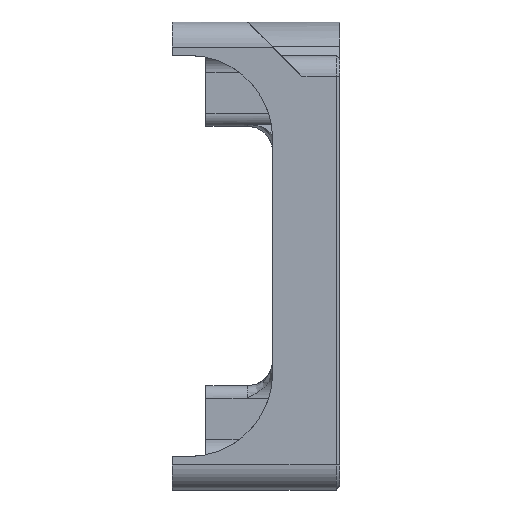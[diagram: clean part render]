
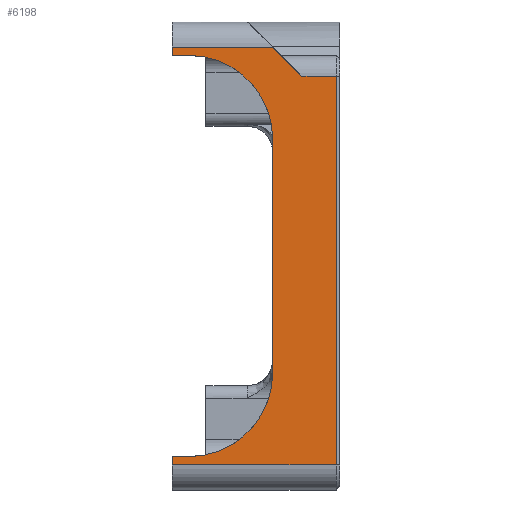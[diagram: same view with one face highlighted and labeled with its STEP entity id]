
A CAD part, front view. The second image highlights one B-rep face of the part: STEP entity #6198.
In plain terms, the highlighted planar face has unit normal (0, -1, 0).
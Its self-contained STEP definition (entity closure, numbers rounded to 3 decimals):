
#312=PLANE('',#6616);
#487=CIRCLE('',#6617,10.);
#488=CIRCLE('',#6618,10.);
#763=FACE_OUTER_BOUND('',#1102,.T.);
#1102=EDGE_LOOP('',(#4734,#4735,#4736,#4737,#4738,#4739,#4740,#4741,#4742,
#4743,#4744,#4745));
#1672=LINE('',#20344,#2114);
#1737=LINE('',#20638,#2179);
#1738=LINE('',#20641,#2180);
#1739=LINE('',#20643,#2181);
#1740=LINE('',#20645,#2182);
#1741=LINE('',#20647,#2183);
#1742=LINE('',#20651,#2184);
#1743=LINE('',#20655,#2185);
#1744=LINE('',#20657,#2186);
#1745=LINE('',#20658,#2187);
#2114=VECTOR('',#7350,10.);
#2179=VECTOR('',#7541,10.);
#2180=VECTOR('',#7544,4.95);
#2181=VECTOR('',#7545,10.);
#2182=VECTOR('',#7546,1.);
#2183=VECTOR('',#7547,2.);
#2184=VECTOR('',#7550,28.);
#2185=VECTOR('',#7553,2.);
#2186=VECTOR('',#7554,1.);
#2187=VECTOR('',#7555,10.);
#2648=VERTEX_POINT('',#20337);
#2649=VERTEX_POINT('',#20341);
#2770=VERTEX_POINT('',#20636);
#2771=VERTEX_POINT('',#20640);
#2772=VERTEX_POINT('',#20642);
#2773=VERTEX_POINT('',#20644);
#2774=VERTEX_POINT('',#20646);
#2775=VERTEX_POINT('',#20648);
#2776=VERTEX_POINT('',#20650);
#2777=VERTEX_POINT('',#20652);
#2778=VERTEX_POINT('',#20654);
#2779=VERTEX_POINT('',#20656);
#3369=EDGE_CURVE('',#2648,#2649,#1672,.T.);
#3496=EDGE_CURVE('',#2649,#2770,#1737,.T.);
#3497=EDGE_CURVE('',#2771,#2770,#1738,.T.);
#3498=EDGE_CURVE('',#2771,#2772,#1739,.T.);
#3499=EDGE_CURVE('',#2772,#2773,#1740,.T.);
#3500=EDGE_CURVE('',#2774,#2773,#1741,.F.);
#3501=EDGE_CURVE('',#2775,#2774,#487,.T.);
#3502=EDGE_CURVE('',#2776,#2775,#1742,.T.);
#3503=EDGE_CURVE('',#2777,#2776,#488,.T.);
#3504=EDGE_CURVE('',#2778,#2777,#1743,.T.);
#3505=EDGE_CURVE('',#2778,#2779,#1744,.T.);
#3506=EDGE_CURVE('',#2779,#2648,#1745,.T.);
#4734=ORIENTED_EDGE('',*,*,#3369,.T.);
#4735=ORIENTED_EDGE('',*,*,#3496,.T.);
#4736=ORIENTED_EDGE('',*,*,#3497,.F.);
#4737=ORIENTED_EDGE('',*,*,#3498,.T.);
#4738=ORIENTED_EDGE('',*,*,#3499,.T.);
#4739=ORIENTED_EDGE('',*,*,#3500,.F.);
#4740=ORIENTED_EDGE('',*,*,#3501,.F.);
#4741=ORIENTED_EDGE('',*,*,#3502,.F.);
#4742=ORIENTED_EDGE('',*,*,#3503,.F.);
#4743=ORIENTED_EDGE('',*,*,#3504,.F.);
#4744=ORIENTED_EDGE('',*,*,#3505,.T.);
#4745=ORIENTED_EDGE('',*,*,#3506,.T.);
#6198=ADVANCED_FACE('',(#763),#312,.F.);
#6616=AXIS2_PLACEMENT_3D('',#20639,#7542,#7543);
#6617=AXIS2_PLACEMENT_3D('',#20649,#7548,#7549);
#6618=AXIS2_PLACEMENT_3D('',#20653,#7551,#7552);
#7350=DIRECTION('',(0.,0.,1.));
#7541=DIRECTION('',(-1.,0.,0.));
#7542=DIRECTION('center_axis',(0.,1.,0.));
#7543=DIRECTION('ref_axis',(0.,0.,1.));
#7544=DIRECTION('',(0.707,0.,-0.707));
#7545=DIRECTION('',(-1.,0.,0.));
#7546=DIRECTION('',(0.,0.,-1.));
#7547=DIRECTION('',(1.,0.,0.));
#7548=DIRECTION('center_axis',(0.,-1.,0.));
#7549=DIRECTION('ref_axis',(0.,0.,-1.));
#7550=DIRECTION('',(0.,0.,1.));
#7551=DIRECTION('center_axis',(0.,-1.,0.));
#7552=DIRECTION('ref_axis',(0.,0.,-1.));
#7553=DIRECTION('',(1.,0.,0.));
#7554=DIRECTION('',(0.,0.,-1.));
#7555=DIRECTION('',(1.,0.,0.));
#20337=CARTESIAN_POINT('',(4.959,-114.153,-113.977));
#20341=CARTESIAN_POINT('',(4.959,-114.153,-67.477));
#20344=CARTESIAN_POINT('',(4.959,-114.153,-77.227));
#20636=CARTESIAN_POINT('',(0.859,-114.153,-67.477));
#20638=CARTESIAN_POINT('',(1.859,-114.153,-67.477));
#20639=CARTESIAN_POINT('Origin',(5.359,-114.153,-63.977));
#20640=CARTESIAN_POINT('',(-2.641,-114.153,-63.977));
#20641=CARTESIAN_POINT('',(-2.641,-114.153,-63.977));
#20642=CARTESIAN_POINT('',(-14.641,-114.153,-63.977));
#20643=CARTESIAN_POINT('',(5.359,-114.153,-63.977));
#20644=CARTESIAN_POINT('',(-14.641,-114.153,-64.977));
#20645=CARTESIAN_POINT('',(-14.641,-114.153,-63.977));
#20646=CARTESIAN_POINT('',(-12.641,-114.153,-64.977));
#20647=CARTESIAN_POINT('',(-14.641,-114.153,-64.977));
#20648=CARTESIAN_POINT('',(-2.641,-114.153,-74.977));
#20649=CARTESIAN_POINT('Origin',(-12.641,-114.153,-74.977));
#20650=CARTESIAN_POINT('',(-2.641,-114.153,-102.977));
#20651=CARTESIAN_POINT('',(-2.641,-114.153,-102.977));
#20652=CARTESIAN_POINT('',(-12.641,-114.153,-112.977));
#20653=CARTESIAN_POINT('Origin',(-12.641,-114.153,-102.977));
#20654=CARTESIAN_POINT('',(-14.641,-114.153,-112.977));
#20655=CARTESIAN_POINT('',(-14.641,-114.153,-112.977));
#20656=CARTESIAN_POINT('',(-14.641,-114.153,-113.977));
#20657=CARTESIAN_POINT('',(-14.641,-114.153,-112.977));
#20658=CARTESIAN_POINT('',(5.359,-114.153,-113.977));
